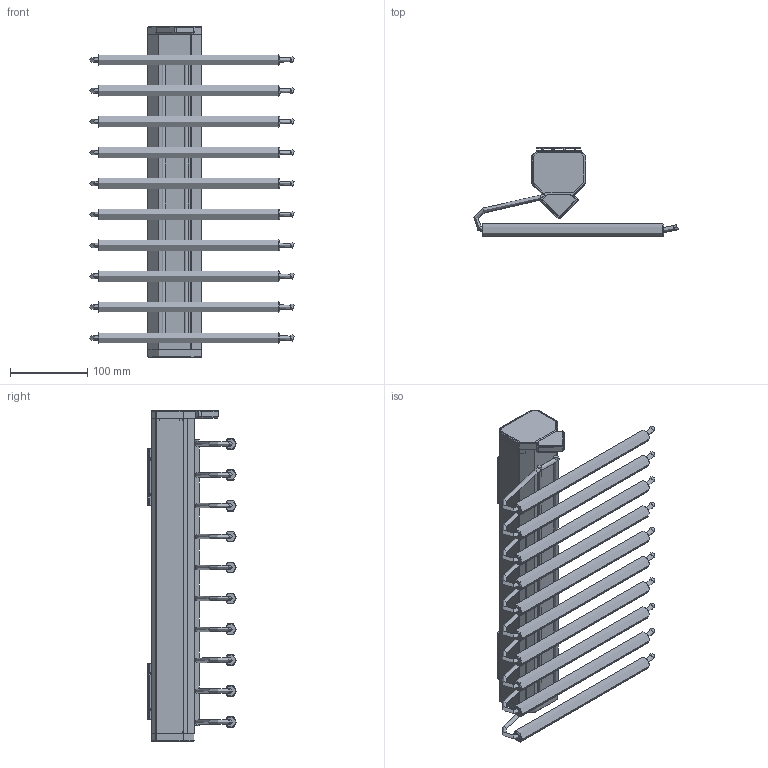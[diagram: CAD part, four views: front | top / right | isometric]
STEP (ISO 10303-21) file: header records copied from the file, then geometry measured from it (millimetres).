
FILE_DESCRIPTION(/* description */ (''),/* implementation_level */ '2;1');
FILE_NAME(/* name */ 'HLJ005',/* time_stamp */ '2023-09-06T18:54:35+08:00',/* author */ (''),/* organization */ (''),/* preprocessor_version */ 'ST-DEVELOPER v9',/* originating_system */ 'UGS - NX 4.0',/* authorisation */ '');
FILE_SCHEMA (('CONFIG_CONTROL_DESIGN'));
Products named in the file (1): AdmiC88C52ck
Bounding box: 264.69 x 115.41 x 428 mm (x, y, z)
Volume: 832533.1 mm3; surface area: 718588.8 mm2
Topology: 29 solids, 29 shells, 950 faces, 2566 edges, 1639 vertices
Faces by surface type: plane 521, cylinder 253, cone 81, torus 50, bspline 35, sphere 10
Full cylindrical faces by diameter (mm): 3 x5, 4.2 x11, 4.3 x8, 6 x82, 7 x8, 9.2 x3, 16 x10
Entity records: 77516 total; most frequent: CARTESIAN_POINT 54993, DIRECTION 4560, ORIENTED_EDGE 4466, EDGE_CURVE 2233, AXIS2_PLACEMENT_3D 1620, VERTEX_POINT 1535, LINE 1320, VECTOR 1320
